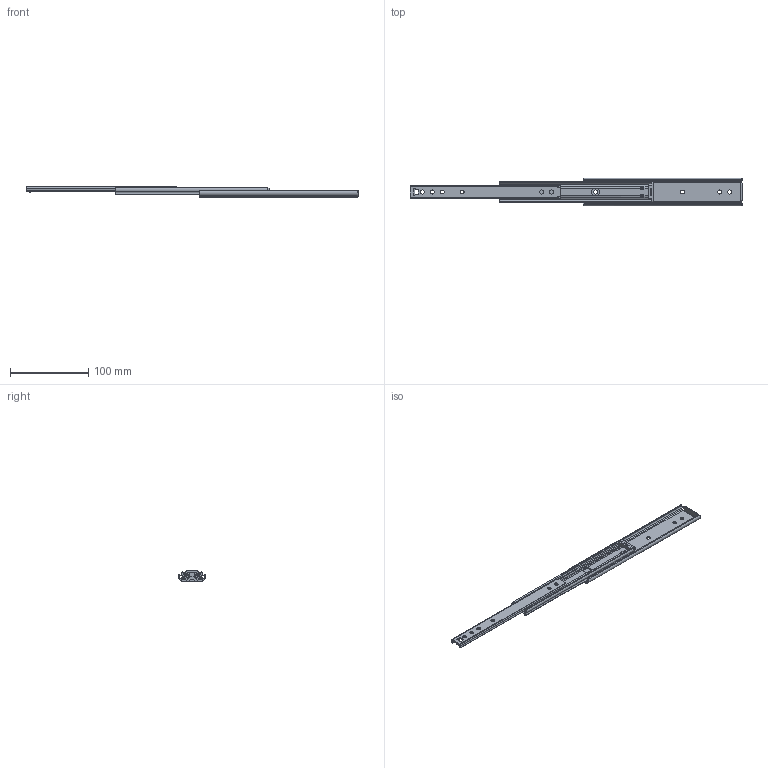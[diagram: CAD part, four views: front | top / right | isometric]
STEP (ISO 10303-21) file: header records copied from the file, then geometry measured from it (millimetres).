
FILE_DESCRIPTION (( 'STEP AP203' ), '1' );
FILE_NAME ('C352-8.STEP', '2021-03-22T04:08:59', ( '' ), ( '' ), 'SwSTEP 2.0', 'SolidWorks 2019', '' );
FILE_SCHEMA (( 'CONFIG_CONTROL_DESIGN' ));
Length unit declared in the file: millimetre
Products named in the file (6): C352-8 OM; C352-8; C352-8 CM; C352-8 IM; PN2-1; PN198B
Assembly tree (5 placements, depth 2):
  C352-8
    C352-8 OM
    C352-8 CM
    PN198B
    PN2-1
    C352-8 IM
Bounding box: 424.7 x 35.3 x 13 mm (x, y, z)
Volume: 35666.9 mm3; surface area: 46812.8 mm2
Topology: 6 solids, 6 shells, 379 faces, 1133 edges, 744 vertices
Faces by surface type: plane 210, cylinder 161, sphere 8
Entity records: 13751 total; most frequent: CARTESIAN_POINT 2758, ORIENTED_EDGE 2250, DIRECTION 2139, EDGE_CURVE 1125, VERTEX_POINT 740, LINE 729, VECTOR 729, AXIS2_PLACEMENT_3D 705
